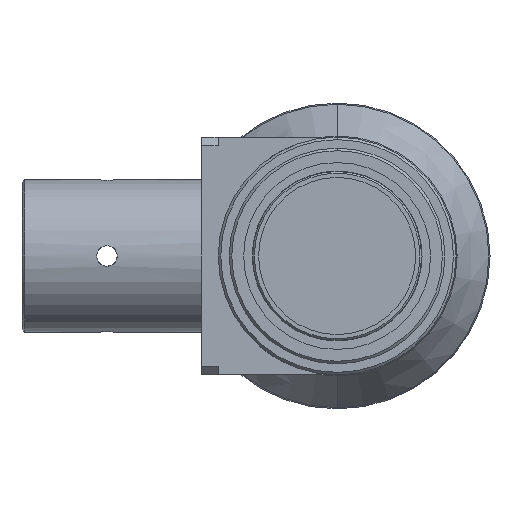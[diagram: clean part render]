
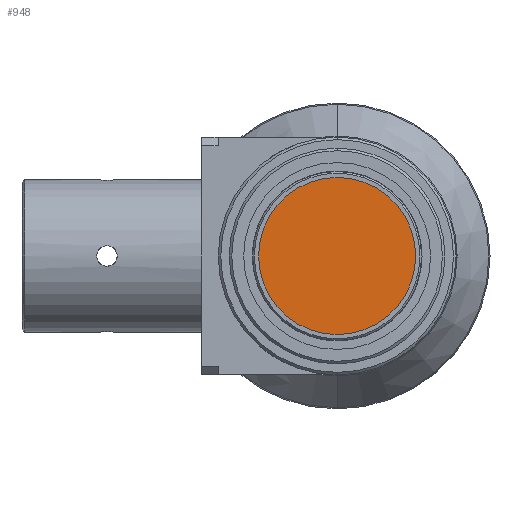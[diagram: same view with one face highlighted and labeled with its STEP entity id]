
A CAD part, left-side view. The second image highlights one B-rep face of the part: STEP entity #948.
In plain terms, the highlighted planar face has unit normal (-1, 0, 0).
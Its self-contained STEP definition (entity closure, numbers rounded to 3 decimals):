
#598 = DIRECTION ( 'NONE',  ( 1., 0., 0. ) ) ;
#948 = ADVANCED_FACE ( 'NONE', ( #5184 ), #2435, .F. ) ;
#1050 = CIRCLE ( 'NONE', #1966, 9.25 ) ;
#1344 = CARTESIAN_POINT ( 'NONE',  ( -90.003, 0., 0. ) ) ;
#1752 = DIRECTION ( 'NONE',  ( 1., 0., 0. ) ) ;
#1966 = AXIS2_PLACEMENT_3D ( 'NONE', #3024, #598, #4192 ) ;
#2058 = EDGE_CURVE ( 'NONE', #3635, #2666, #1050, .T. ) ;
#2435 = PLANE ( 'NONE',  #2853 ) ;
#2549 = CARTESIAN_POINT ( 'NONE',  ( -90.003, -9.361, 9.361 ) ) ;
#2666 = VERTEX_POINT ( 'NONE', #3506 ) ;
#2756 = CIRCLE ( 'NONE', #5017, 9.25 ) ;
#2853 = AXIS2_PLACEMENT_3D ( 'NONE', #2549, #4885, #4509 ) ;
#2953 = DIRECTION ( 'NONE',  ( 0., 0., -1. ) ) ;
#3024 = CARTESIAN_POINT ( 'NONE',  ( -90.003, 0., 0. ) ) ;
#3243 = EDGE_LOOP ( 'NONE', ( #3729, #4068 ) ) ;
#3506 = CARTESIAN_POINT ( 'NONE',  ( -90.003, 0., -9.25 ) ) ;
#3635 = VERTEX_POINT ( 'NONE', #5202 ) ;
#3729 = ORIENTED_EDGE ( 'NONE', *, *, #5098, .F. ) ;
#4068 = ORIENTED_EDGE ( 'NONE', *, *, #2058, .F. ) ;
#4192 = DIRECTION ( 'NONE',  ( 0., 0., -1. ) ) ;
#4509 = DIRECTION ( 'NONE',  ( 0., 0., -1. ) ) ;
#4885 = DIRECTION ( 'NONE',  ( 1., 0., 0. ) ) ;
#5017 = AXIS2_PLACEMENT_3D ( 'NONE', #1344, #1752, #2953 ) ;
#5098 = EDGE_CURVE ( 'NONE', #2666, #3635, #2756, .T. ) ;
#5184 = FACE_OUTER_BOUND ( 'NONE', #3243, .T. ) ;
#5202 = CARTESIAN_POINT ( 'NONE',  ( -90.003, 0., 9.25 ) ) ;
